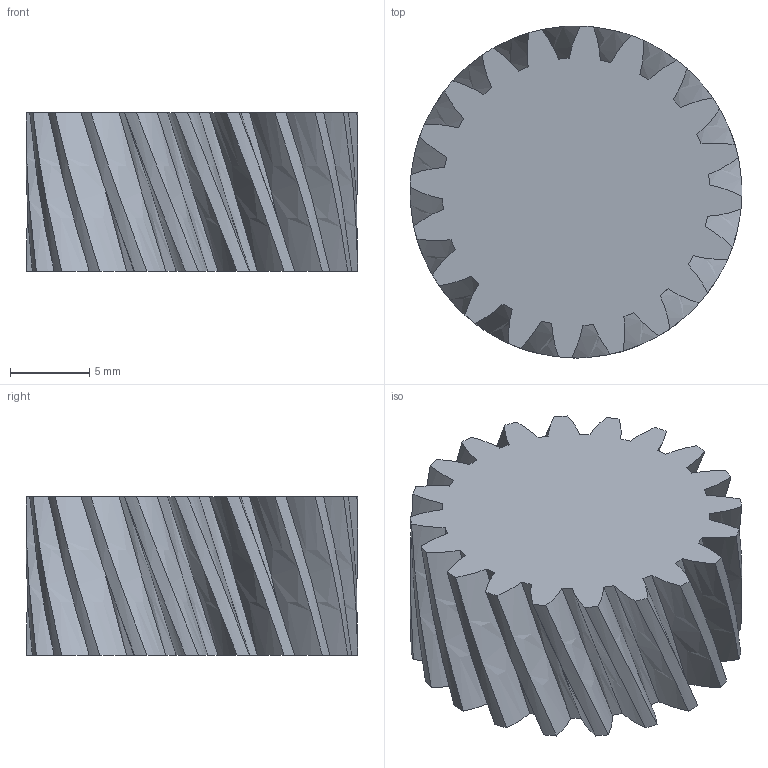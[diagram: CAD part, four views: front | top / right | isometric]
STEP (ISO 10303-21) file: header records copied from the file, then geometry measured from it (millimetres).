
FILE_DESCRIPTION(/* description */ (''),/* implementation_level */ '2;1');
FILE_NAME(/* name */ 'planet_gear.stp',/* time_stamp */ '2019-07-26T12:54:25+09:00',/* author */ ('cdi'),/* organization */ (''),/* preprocessor_version */ 'ST-DEVELOPER v17.2',/* originating_system */ 'Autodesk Inventor 2019',/* authorisation */ '');
FILE_SCHEMA (('AUTOMOTIVE_DESIGN { 1 0 10303 214 3 1 1 }'));
Length unit declared in the file: millimetre
Products named in the file (1): Spur Gear1
Bounding box: 20.95 x 20.95 x 10 mm (x, y, z)
Volume: 2858.5 mm3; surface area: 1782.2 mm2
Topology: 1 solids, 1 shells, 82 faces, 240 edges, 160 vertices
Faces by surface type: bspline 60, cylinder 20, plane 2
Entity records: 3705 total; most frequent: CARTESIAN_POINT 2023, ORIENTED_EDGE 480, EDGE_CURVE 240, B_SPLINE_CURVE_WITH_KNOTS 200, VERTEX_POINT 160, DIRECTION 126, FACE_OUTER_BOUND 82, EDGE_LOOP 82
